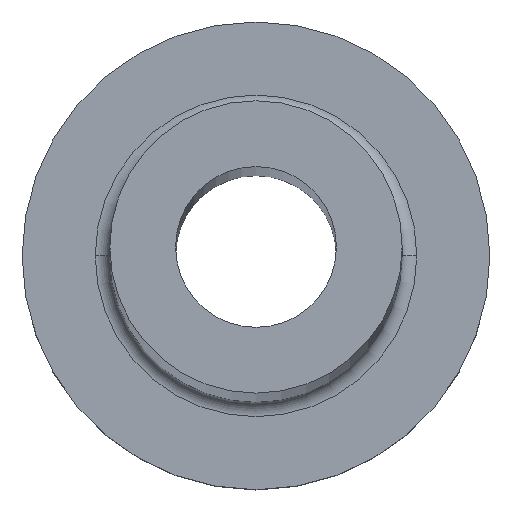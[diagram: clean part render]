
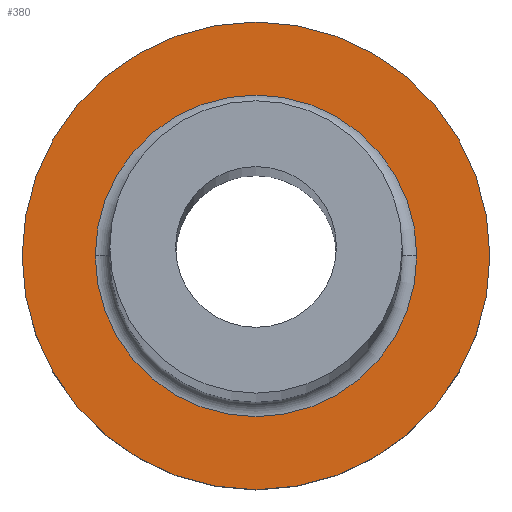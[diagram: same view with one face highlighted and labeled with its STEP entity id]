
A CAD part, top view. The second image highlights one B-rep face of the part: STEP entity #380.
In plain terms, the highlighted planar face has unit normal (0, 0, 1).
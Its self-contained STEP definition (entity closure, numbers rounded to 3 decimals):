
#3 = VERTEX_POINT ( 'NONE', #24 ) ;
#6 = ORIENTED_EDGE ( 'NONE', *, *, #60, .T. ) ;
#12 = CIRCLE ( 'NONE', #285, 8. ) ;
#24 = CARTESIAN_POINT ( 'NONE',  ( 5.5, 0., 5. ) ) ;
#60 = EDGE_CURVE ( 'NONE', #100, #364, #309, .T. ) ;
#64 = AXIS2_PLACEMENT_3D ( 'NONE', #200, #340, #256 ) ;
#74 = DIRECTION ( 'NONE',  ( 1., 0., 0. ) ) ;
#89 = CARTESIAN_POINT ( 'NONE',  ( 0., 0., 5. ) ) ;
#100 = VERTEX_POINT ( 'NONE', #343 ) ;
#103 = CIRCLE ( 'NONE', #206, 5.5 ) ;
#106 = VERTEX_POINT ( 'NONE', #112 ) ;
#112 = CARTESIAN_POINT ( 'NONE',  ( -5.5, 0., 5. ) ) ;
#122 = CARTESIAN_POINT ( 'NONE',  ( 0., 0., 5. ) ) ;
#123 = DIRECTION ( 'NONE',  ( 1., 0., 0. ) ) ;
#127 = EDGE_LOOP ( 'NONE', ( #277, #214 ) ) ;
#146 = AXIS2_PLACEMENT_3D ( 'NONE', #230, #345, #233 ) ;
#160 = EDGE_LOOP ( 'NONE', ( #329, #6 ) ) ;
#200 = CARTESIAN_POINT ( 'NONE',  ( 0., 0., 5. ) ) ;
#206 = AXIS2_PLACEMENT_3D ( 'NONE', #122, #347, #348 ) ;
#214 = ORIENTED_EDGE ( 'NONE', *, *, #314, .T. ) ;
#215 = AXIS2_PLACEMENT_3D ( 'NONE', #352, #242, #74 ) ;
#230 = CARTESIAN_POINT ( 'NONE',  ( 0., 0., 5. ) ) ;
#233 = DIRECTION ( 'NONE',  ( 1., 0., 0. ) ) ;
#238 = FACE_BOUND ( 'NONE', #127, .T. ) ;
#239 = EDGE_CURVE ( 'NONE', #364, #100, #12, .T. ) ;
#242 = DIRECTION ( 'NONE',  ( 0., 0., 1. ) ) ;
#256 = DIRECTION ( 'NONE',  ( 1., 0., 0. ) ) ;
#260 = EDGE_CURVE ( 'NONE', #3, #106, #328, .T. ) ;
#277 = ORIENTED_EDGE ( 'NONE', *, *, #260, .T. ) ;
#285 = AXIS2_PLACEMENT_3D ( 'NONE', #89, #377, #123 ) ;
#298 = FACE_OUTER_BOUND ( 'NONE', #160, .T. ) ;
#300 = CARTESIAN_POINT ( 'NONE',  ( -8., 0., 5. ) ) ;
#309 = CIRCLE ( 'NONE', #64, 8. ) ;
#314 = EDGE_CURVE ( 'NONE', #106, #3, #103, .T. ) ;
#328 = CIRCLE ( 'NONE', #146, 5.5 ) ;
#329 = ORIENTED_EDGE ( 'NONE', *, *, #239, .T. ) ;
#331 = PLANE ( 'NONE',  #215 ) ;
#340 = DIRECTION ( 'NONE',  ( 0., 0., 1. ) ) ;
#343 = CARTESIAN_POINT ( 'NONE',  ( 8., 0., 5. ) ) ;
#345 = DIRECTION ( 'NONE',  ( 0., 0., -1. ) ) ;
#347 = DIRECTION ( 'NONE',  ( 0., 0., -1. ) ) ;
#348 = DIRECTION ( 'NONE',  ( 1., 0., 0. ) ) ;
#352 = CARTESIAN_POINT ( 'NONE',  ( 0., 0., 5. ) ) ;
#364 = VERTEX_POINT ( 'NONE', #300 ) ;
#377 = DIRECTION ( 'NONE',  ( 0., 0., 1. ) ) ;
#380 = ADVANCED_FACE ( 'NONE', ( #238, #298 ), #331, .T. ) ;
